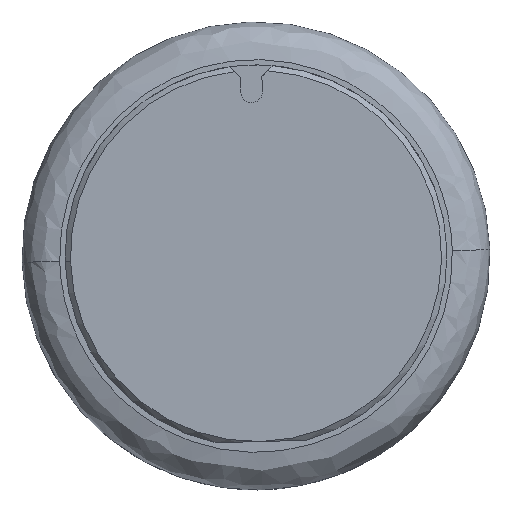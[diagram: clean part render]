
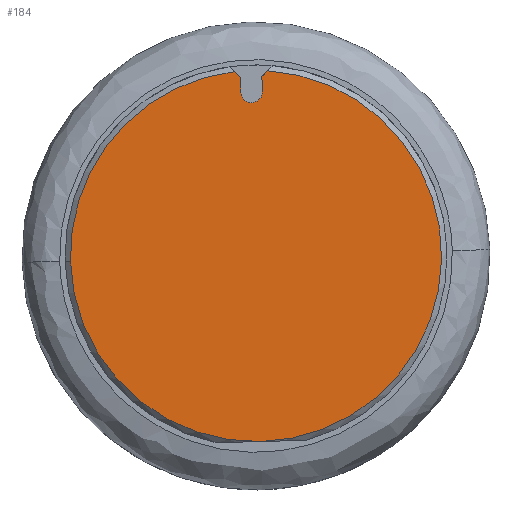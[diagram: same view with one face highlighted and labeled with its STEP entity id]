
A CAD part, left-side view. The second image highlights one B-rep face of the part: STEP entity #184.
In plain terms, the highlighted planar face has unit normal (-1, 0, 0).
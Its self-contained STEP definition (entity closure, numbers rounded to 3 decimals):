
#3 = AXIS2_PLACEMENT_3D ( 'NONE', #341, #153, #26 ) ;
#26 = DIRECTION ( 'NONE',  ( 0., -0.027, -1. ) ) ;
#55 = LINE ( 'NONE', #515, #1142 ) ;
#63 = ORIENTED_EDGE ( 'NONE', *, *, #946, .T. ) ;
#92 = CARTESIAN_POINT ( 'NONE',  ( -159.3, 0., 1379.5 ) ) ;
#96 = DIRECTION ( 'NONE',  ( 1., 0., 0. ) ) ;
#120 = VECTOR ( 'NONE', #673, 1000. ) ;
#134 = CARTESIAN_POINT ( 'NONE',  ( -159.3, -1.173, 1410.043 ) ) ;
#150 = CARTESIAN_POINT ( 'NONE',  ( -159.3, 1.999, 1379.446 ) ) ;
#151 = AXIS2_PLACEMENT_3D ( 'NONE', #340, #840, #1220 ) ;
#153 = DIRECTION ( 'NONE',  ( -1., 0., 0. ) ) ;
#160 = EDGE_CURVE ( 'NONE', #390, #266, #1086, .T. ) ;
#162 = DIRECTION ( 'NONE',  ( 0., -1., 0.027 ) ) ;
#175 = LINE ( 'NONE', #150, #120 ) ;
#184 = ADVANCED_FACE ( 'NONE', ( #1093 ), #1451, .T. ) ;
#190 = CARTESIAN_POINT ( 'NONE',  ( -159.3, 34.487, 1378.566 ) ) ;
#219 = AXIS2_PLACEMENT_3D ( 'NONE', #1095, #96, #228 ) ;
#228 = DIRECTION ( 'NONE',  ( 0., 1., -0.027 ) ) ;
#266 = VERTEX_POINT ( 'NONE', #134 ) ;
#306 = ORIENTED_EDGE ( 'NONE', *, *, #160, .T. ) ;
#319 = DIRECTION ( 'NONE',  ( 0., 0.728, -0.686 ) ) ;
#340 = CARTESIAN_POINT ( 'NONE',  ( -159.3, 0., 1379.5 ) ) ;
#341 = CARTESIAN_POINT ( 'NONE',  ( -159.3, 0., 1379.5 ) ) ;
#349 = VERTEX_POINT ( 'NONE', #190 ) ;
#390 = VERTEX_POINT ( 'NONE', #1028 ) ;
#393 = EDGE_CURVE ( 'NONE', #266, #1387, #649, .T. ) ;
#439 = EDGE_CURVE ( 'NONE', #1304, #390, #441, .T. ) ;
#441 = LINE ( 'NONE', #1430, #518 ) ;
#460 = ORIENTED_EDGE ( 'NONE', *, *, #1558, .F. ) ;
#462 = DIRECTION ( 'NONE',  ( 1., 0., 0. ) ) ;
#466 = VERTEX_POINT ( 'NONE', #1559 ) ;
#494 = VERTEX_POINT ( 'NONE', #1555 ) ;
#515 = CARTESIAN_POINT ( 'NONE',  ( -159.3, 2.899, 1412.677 ) ) ;
#518 = VECTOR ( 'NONE', #319, 1000. ) ;
#534 = CARTESIAN_POINT ( 'NONE',  ( -159.3, 2.825, 1409.935 ) ) ;
#575 = AXIS2_PLACEMENT_3D ( 'NONE', #1395, #681, #162 ) ;
#598 = ORIENTED_EDGE ( 'NONE', *, *, #393, .T. ) ;
#609 = CIRCLE ( 'NONE', #1103, 34.5 ) ;
#649 = CIRCLE ( 'NONE', #575, 2. ) ;
#673 = DIRECTION ( 'NONE',  ( 0., 0.027, 1. ) ) ;
#681 = DIRECTION ( 'NONE',  ( 1., 0., 0. ) ) ;
#684 = EDGE_CURVE ( 'NONE', #466, #494, #55, .T. ) ;
#740 = EDGE_LOOP ( 'NONE', ( #836, #933, #1253, #460, #1368, #306, #598, #63 ) ) ;
#785 = EDGE_CURVE ( 'NONE', #1576, #349, #1069, .T. ) ;
#836 = ORIENTED_EDGE ( 'NONE', *, *, #684, .T. ) ;
#840 = DIRECTION ( 'NONE',  ( 1., 0., 0. ) ) ;
#854 = CARTESIAN_POINT ( 'NONE',  ( -159.3, -2.189, 1413.93 ) ) ;
#933 = ORIENTED_EDGE ( 'NONE', *, *, #1087, .F. ) ;
#946 = EDGE_CURVE ( 'NONE', #1387, #466, #175, .T. ) ;
#966 = CARTESIAN_POINT ( 'NONE',  ( -159.3, -0.934, 1345.013 ) ) ;
#967 = DIRECTION ( 'NONE',  ( 0., 1., -0.027 ) ) ;
#1028 = CARTESIAN_POINT ( 'NONE',  ( -159.3, -1.096, 1412.9 ) ) ;
#1069 = CIRCLE ( 'NONE', #151, 34.5 ) ;
#1080 = CARTESIAN_POINT ( 'NONE',  ( -159.3, -1.999, 1379.554 ) ) ;
#1085 = CIRCLE ( 'NONE', #219, 34.5 ) ;
#1086 = LINE ( 'NONE', #1080, #1119 ) ;
#1087 = EDGE_CURVE ( 'NONE', #349, #494, #609, .T. ) ;
#1093 = FACE_OUTER_BOUND ( 'NONE', #740, .T. ) ;
#1095 = CARTESIAN_POINT ( 'NONE',  ( -159.3, 0., 1379.5 ) ) ;
#1103 = AXIS2_PLACEMENT_3D ( 'NONE', #92, #462, #967 ) ;
#1119 = VECTOR ( 'NONE', #1571, 1000. ) ;
#1142 = VECTOR ( 'NONE', #1378, 1000. ) ;
#1220 = DIRECTION ( 'NONE',  ( 0., 1., -0.027 ) ) ;
#1253 = ORIENTED_EDGE ( 'NONE', *, *, #785, .F. ) ;
#1304 = VERTEX_POINT ( 'NONE', #854 ) ;
#1368 = ORIENTED_EDGE ( 'NONE', *, *, #439, .T. ) ;
#1378 = DIRECTION ( 'NONE',  ( 0., 0.726, 0.688 ) ) ;
#1387 = VERTEX_POINT ( 'NONE', #534 ) ;
#1395 = CARTESIAN_POINT ( 'NONE',  ( -159.3, 0.826, 1409.989 ) ) ;
#1430 = CARTESIAN_POINT ( 'NONE',  ( -159.3, -2.189, 1413.93 ) ) ;
#1451 = PLANE ( 'NONE',  #3 ) ;
#1555 = CARTESIAN_POINT ( 'NONE',  ( -159.3, 4.045, 1413.762 ) ) ;
#1558 = EDGE_CURVE ( 'NONE', #1304, #1576, #1085, .T. ) ;
#1559 = CARTESIAN_POINT ( 'NONE',  ( -159.3, 2.899, 1412.677 ) ) ;
#1571 = DIRECTION ( 'NONE',  ( 0., -0.027, -1. ) ) ;
#1576 = VERTEX_POINT ( 'NONE', #966 ) ;
